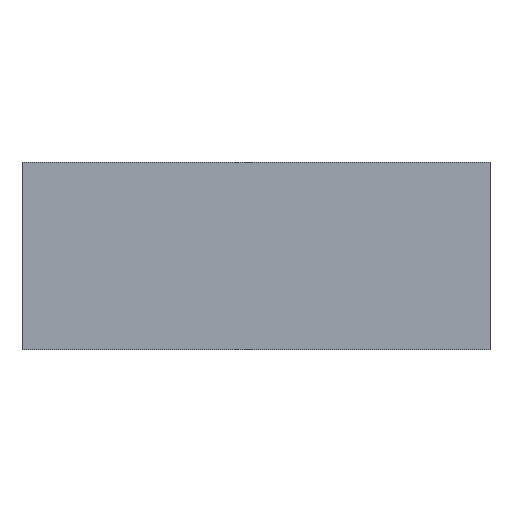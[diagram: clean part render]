
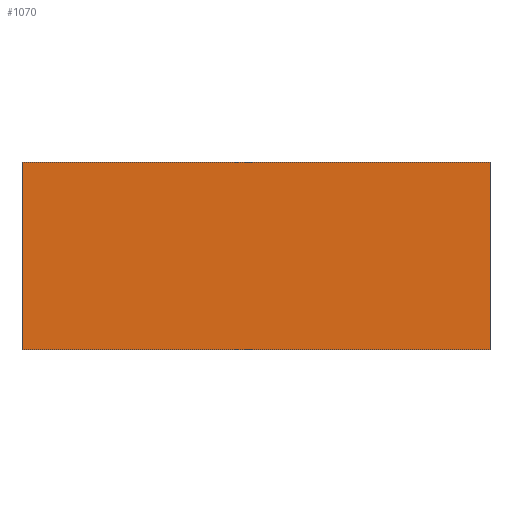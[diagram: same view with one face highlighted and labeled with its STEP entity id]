
A CAD part, left-side view. The second image highlights one B-rep face of the part: STEP entity #1070.
In plain terms, the highlighted planar face has unit normal (-1, 0, 0).
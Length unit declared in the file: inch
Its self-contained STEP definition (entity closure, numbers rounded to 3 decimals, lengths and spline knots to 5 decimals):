
#15 = CARTESIAN_POINT ( 'NONE',  ( -0.63976, 0., 0. ) ) ;
#37 = LINE ( 'NONE', #454, #52 ) ;
#45 = EDGE_CURVE ( 'NONE', #1261, #673, #37, .T. ) ;
#52 = VECTOR ( 'NONE', #154, 39.37008 ) ;
#95 = EDGE_LOOP ( 'NONE', ( #1363, #243, #832, #1255 ) ) ;
#154 = DIRECTION ( 'NONE',  ( 0., 1., 0. ) ) ;
#193 = VECTOR ( 'NONE', #879, 39.37008 ) ;
#197 = EDGE_CURVE ( 'NONE', #1014, #779, #218, .T. ) ;
#218 = LINE ( 'NONE', #1166, #193 ) ;
#243 = ORIENTED_EDGE ( 'NONE', *, *, #45, .F. ) ;
#266 = CARTESIAN_POINT ( 'NONE',  ( -0.63976, 0.3937, 0. ) ) ;
#290 = DIRECTION ( 'NONE',  ( -1., 0., 0. ) ) ;
#336 = VECTOR ( 'NONE', #554, 39.37008 ) ;
#358 = DIRECTION ( 'NONE',  ( 0., 0., 1. ) ) ;
#454 = CARTESIAN_POINT ( 'NONE',  ( -0.63976, 0.3937, 0. ) ) ;
#486 = FACE_OUTER_BOUND ( 'NONE', #95, .T. ) ;
#554 = DIRECTION ( 'NONE',  ( 0., 0., -1. ) ) ;
#562 = LINE ( 'NONE', #863, #963 ) ;
#591 = AXIS2_PLACEMENT_3D ( 'NONE', #266, #290, #1334 ) ;
#624 = CARTESIAN_POINT ( 'NONE',  ( -0.63976, 0., 0.31496 ) ) ;
#673 = VERTEX_POINT ( 'NONE', #1354 ) ;
#779 = VERTEX_POINT ( 'NONE', #624 ) ;
#832 = ORIENTED_EDGE ( 'NONE', *, *, #1311, .F. ) ;
#863 = CARTESIAN_POINT ( 'NONE',  ( -0.63976, 0.7874, 0. ) ) ;
#879 = DIRECTION ( 'NONE',  ( 0., -1., 0. ) ) ;
#963 = VECTOR ( 'NONE', #358, 39.37008 ) ;
#1014 = VERTEX_POINT ( 'NONE', #1226 ) ;
#1070 = ADVANCED_FACE ( 'NONE', ( #486 ), #1218, .T. ) ;
#1166 = CARTESIAN_POINT ( 'NONE',  ( -0.63976, 0.3937, 0.31496 ) ) ;
#1218 = PLANE ( 'NONE',  #591 ) ;
#1226 = CARTESIAN_POINT ( 'NONE',  ( -0.63976, 0.7874, 0.31496 ) ) ;
#1255 = ORIENTED_EDGE ( 'NONE', *, *, #197, .F. ) ;
#1261 = VERTEX_POINT ( 'NONE', #1299 ) ;
#1262 = EDGE_CURVE ( 'NONE', #673, #1014, #562, .T. ) ;
#1284 = LINE ( 'NONE', #15, #336 ) ;
#1299 = CARTESIAN_POINT ( 'NONE',  ( -0.63976, 0., 0. ) ) ;
#1311 = EDGE_CURVE ( 'NONE', #779, #1261, #1284, .T. ) ;
#1334 = DIRECTION ( 'NONE',  ( 0., 0., 1. ) ) ;
#1354 = CARTESIAN_POINT ( 'NONE',  ( -0.63976, 0.7874, 0. ) ) ;
#1363 = ORIENTED_EDGE ( 'NONE', *, *, #1262, .F. ) ;
